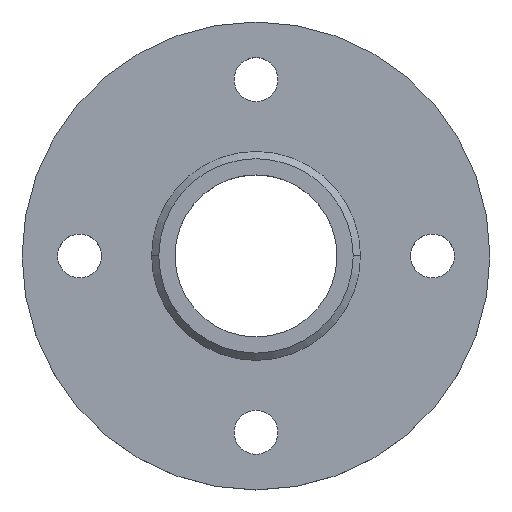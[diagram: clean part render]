
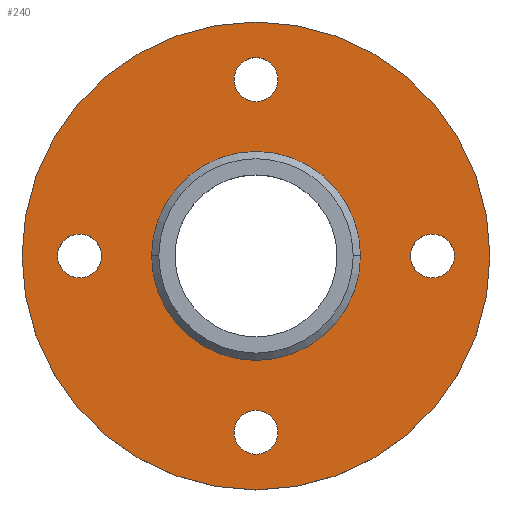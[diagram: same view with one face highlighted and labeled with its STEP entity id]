
A CAD part, top view. The second image highlights one B-rep face of the part: STEP entity #240.
In plain terms, the highlighted planar face has unit normal (0, 0, 1).
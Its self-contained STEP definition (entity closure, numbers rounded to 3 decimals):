
#1 = DIRECTION ( 'NONE',  ( 1., 0., 0. ) ) ;
#3 = DIRECTION ( 'NONE',  ( 1., 0., 0. ) ) ;
#12 = VERTEX_POINT ( 'NONE', #466 ) ;
#14 = EDGE_LOOP ( 'NONE', ( #537, #523 ) ) ;
#16 = CARTESIAN_POINT ( 'NONE',  ( 6.1, 49., 10. ) ) ;
#17 = DIRECTION ( 'NONE',  ( 1., 0., 0. ) ) ;
#18 = CIRCLE ( 'NONE', #308, 6.1 ) ;
#28 = CIRCLE ( 'NONE', #471, 65. ) ;
#30 = DIRECTION ( 'NONE',  ( 1., 0., 0. ) ) ;
#35 = AXIS2_PLACEMENT_3D ( 'NONE', #296, #452, #141 ) ;
#37 = VERTEX_POINT ( 'NONE', #526 ) ;
#44 = VERTEX_POINT ( 'NONE', #617 ) ;
#66 = AXIS2_PLACEMENT_3D ( 'NONE', #225, #337, #17 ) ;
#68 = CIRCLE ( 'NONE', #583, 6.1 ) ;
#69 = CARTESIAN_POINT ( 'NONE',  ( 0., -49., 10. ) ) ;
#70 = ORIENTED_EDGE ( 'NONE', *, *, #179, .F. ) ;
#83 = CARTESIAN_POINT ( 'NONE',  ( 0., 0., 10. ) ) ;
#84 = AXIS2_PLACEMENT_3D ( 'NONE', #407, #258, #493 ) ;
#87 = CARTESIAN_POINT ( 'NONE',  ( -49., 0., 10. ) ) ;
#93 = DIRECTION ( 'NONE',  ( 1., 0., 0. ) ) ;
#95 = CIRCLE ( 'NONE', #66, 29. ) ;
#103 = DIRECTION ( 'NONE',  ( 0., 0., 1. ) ) ;
#107 = FACE_BOUND ( 'NONE', #247, .T. ) ;
#108 = CARTESIAN_POINT ( 'NONE',  ( 42.9, 0., 10. ) ) ;
#131 = EDGE_CURVE ( 'NONE', #214, #44, #68, .T. ) ;
#132 = ORIENTED_EDGE ( 'NONE', *, *, #389, .F. ) ;
#140 = DIRECTION ( 'NONE',  ( 0., 0., 1. ) ) ;
#141 = DIRECTION ( 'NONE',  ( 1., 0., 0. ) ) ;
#172 = DIRECTION ( 'NONE',  ( 0., 0., 1. ) ) ;
#179 = EDGE_CURVE ( 'NONE', #44, #214, #416, .T. ) ;
#186 = CARTESIAN_POINT ( 'NONE',  ( 65., 0., 10. ) ) ;
#189 = CARTESIAN_POINT ( 'NONE',  ( 0., -49., 10. ) ) ;
#190 = EDGE_CURVE ( 'NONE', #273, #37, #285, .T. ) ;
#195 = ORIENTED_EDGE ( 'NONE', *, *, #131, .F. ) ;
#205 = VERTEX_POINT ( 'NONE', #186 ) ;
#209 = CIRCLE ( 'NONE', #606, 6.1 ) ;
#214 = VERTEX_POINT ( 'NONE', #450 ) ;
#219 = DIRECTION ( 'NONE',  ( 0., 0., 1. ) ) ;
#221 = CARTESIAN_POINT ( 'NONE',  ( -6.1, 49., 10. ) ) ;
#223 = CARTESIAN_POINT ( 'NONE',  ( 0., 49., 10. ) ) ;
#225 = CARTESIAN_POINT ( 'NONE',  ( 0., 0., 10. ) ) ;
#226 = EDGE_CURVE ( 'NONE', #525, #444, #621, .T. ) ;
#238 = CARTESIAN_POINT ( 'NONE',  ( -49., 0., 10. ) ) ;
#240 = ADVANCED_FACE ( 'NONE', ( #345, #107, #572, #383, #366, #585 ), #565, .T. ) ;
#243 = EDGE_CURVE ( 'NONE', #205, #332, #28, .T. ) ;
#247 = EDGE_LOOP ( 'NONE', ( #132, #330 ) ) ;
#248 = DIRECTION ( 'NONE',  ( 0., 0., 1. ) ) ;
#250 = CARTESIAN_POINT ( 'NONE',  ( 49., 0., 10. ) ) ;
#252 = EDGE_CURVE ( 'NONE', #509, #512, #473, .T. ) ;
#258 = DIRECTION ( 'NONE',  ( 0., 0., 1. ) ) ;
#263 = EDGE_CURVE ( 'NONE', #623, #12, #529, .T. ) ;
#267 = CARTESIAN_POINT ( 'NONE',  ( 0., 0., 10. ) ) ;
#273 = VERTEX_POINT ( 'NONE', #346 ) ;
#285 = CIRCLE ( 'NONE', #336, 6.1 ) ;
#296 = CARTESIAN_POINT ( 'NONE',  ( 0., 0., 10. ) ) ;
#298 = DIRECTION ( 'NONE',  ( 0., 0., 1. ) ) ;
#300 = DIRECTION ( 'NONE',  ( 1., 0., 0. ) ) ;
#308 = AXIS2_PLACEMENT_3D ( 'NONE', #69, #172, #595 ) ;
#314 = ORIENTED_EDGE ( 'NONE', *, *, #588, .F. ) ;
#329 = EDGE_LOOP ( 'NONE', ( #468, #498 ) ) ;
#330 = ORIENTED_EDGE ( 'NONE', *, *, #226, .F. ) ;
#332 = VERTEX_POINT ( 'NONE', #362 ) ;
#336 = AXIS2_PLACEMENT_3D ( 'NONE', #189, #298, #627 ) ;
#337 = DIRECTION ( 'NONE',  ( 0., 0., 1. ) ) ;
#345 = FACE_BOUND ( 'NONE', #434, .T. ) ;
#346 = CARTESIAN_POINT ( 'NONE',  ( 6.1, -49., 10. ) ) ;
#353 = ORIENTED_EDGE ( 'NONE', *, *, #410, .T. ) ;
#357 = AXIS2_PLACEMENT_3D ( 'NONE', #539, #103, #634 ) ;
#362 = CARTESIAN_POINT ( 'NONE',  ( -65., 0., 10. ) ) ;
#366 = FACE_BOUND ( 'NONE', #14, .T. ) ;
#368 = AXIS2_PLACEMENT_3D ( 'NONE', #250, #140, #93 ) ;
#373 = CARTESIAN_POINT ( 'NONE',  ( 49., 0., 10. ) ) ;
#383 = FACE_BOUND ( 'NONE', #476, .T. ) ;
#389 = EDGE_CURVE ( 'NONE', #444, #525, #209, .T. ) ;
#400 = DIRECTION ( 'NONE',  ( 0., 0., 1. ) ) ;
#402 = ORIENTED_EDGE ( 'NONE', *, *, #252, .F. ) ;
#407 = CARTESIAN_POINT ( 'NONE',  ( 0., 49., 10. ) ) ;
#410 = EDGE_CURVE ( 'NONE', #332, #205, #472, .T. ) ;
#416 = CIRCLE ( 'NONE', #447, 6.1 ) ;
#432 = CARTESIAN_POINT ( 'NONE',  ( -29., 0., 10. ) ) ;
#434 = EDGE_LOOP ( 'NONE', ( #195, #70 ) ) ;
#444 = VERTEX_POINT ( 'NONE', #108 ) ;
#447 = AXIS2_PLACEMENT_3D ( 'NONE', #87, #248, #30 ) ;
#450 = CARTESIAN_POINT ( 'NONE',  ( -55.1, 0., 10. ) ) ;
#452 = DIRECTION ( 'NONE',  ( 0., 0., 1. ) ) ;
#465 = DIRECTION ( 'NONE',  ( 0., 0., 1. ) ) ;
#466 = CARTESIAN_POINT ( 'NONE',  ( 29., 0., 10. ) ) ;
#468 = ORIENTED_EDGE ( 'NONE', *, *, #263, .F. ) ;
#471 = AXIS2_PLACEMENT_3D ( 'NONE', #83, #400, #300 ) ;
#472 = CIRCLE ( 'NONE', #542, 65. ) ;
#473 = CIRCLE ( 'NONE', #84, 6.1 ) ;
#474 = DIRECTION ( 'NONE',  ( 0., 0., 1. ) ) ;
#476 = EDGE_LOOP ( 'NONE', ( #314, #402 ) ) ;
#493 = DIRECTION ( 'NONE',  ( 1., 0., 0. ) ) ;
#498 = ORIENTED_EDGE ( 'NONE', *, *, #602, .F. ) ;
#509 = VERTEX_POINT ( 'NONE', #16 ) ;
#512 = VERTEX_POINT ( 'NONE', #221 ) ;
#523 = ORIENTED_EDGE ( 'NONE', *, *, #190, .F. ) ;
#525 = VERTEX_POINT ( 'NONE', #587 ) ;
#526 = CARTESIAN_POINT ( 'NONE',  ( -6.1, -49., 10. ) ) ;
#529 = CIRCLE ( 'NONE', #357, 29. ) ;
#537 = ORIENTED_EDGE ( 'NONE', *, *, #574, .F. ) ;
#539 = CARTESIAN_POINT ( 'NONE',  ( 0., 0., 10. ) ) ;
#542 = AXIS2_PLACEMENT_3D ( 'NONE', #267, #219, #1 ) ;
#551 = DIRECTION ( 'NONE',  ( 1., 0., 0. ) ) ;
#561 = DIRECTION ( 'NONE',  ( 0., 0., 1. ) ) ;
#565 = PLANE ( 'NONE',  #35 ) ;
#572 = FACE_OUTER_BOUND ( 'NONE', #638, .T. ) ;
#574 = EDGE_CURVE ( 'NONE', #37, #273, #18, .T. ) ;
#583 = AXIS2_PLACEMENT_3D ( 'NONE', #238, #561, #615 ) ;
#585 = FACE_BOUND ( 'NONE', #329, .T. ) ;
#587 = CARTESIAN_POINT ( 'NONE',  ( 55.1, 0., 10. ) ) ;
#588 = EDGE_CURVE ( 'NONE', #512, #509, #610, .T. ) ;
#595 = DIRECTION ( 'NONE',  ( 1., 0., 0. ) ) ;
#598 = AXIS2_PLACEMENT_3D ( 'NONE', #223, #474, #551 ) ;
#602 = EDGE_CURVE ( 'NONE', #12, #623, #95, .T. ) ;
#606 = AXIS2_PLACEMENT_3D ( 'NONE', #373, #465, #3 ) ;
#610 = CIRCLE ( 'NONE', #598, 6.1 ) ;
#615 = DIRECTION ( 'NONE',  ( 1., 0., 0. ) ) ;
#617 = CARTESIAN_POINT ( 'NONE',  ( -42.9, 0., 10. ) ) ;
#621 = CIRCLE ( 'NONE', #368, 6.1 ) ;
#623 = VERTEX_POINT ( 'NONE', #432 ) ;
#624 = ORIENTED_EDGE ( 'NONE', *, *, #243, .T. ) ;
#627 = DIRECTION ( 'NONE',  ( 1., 0., 0. ) ) ;
#634 = DIRECTION ( 'NONE',  ( 1., 0., 0. ) ) ;
#638 = EDGE_LOOP ( 'NONE', ( #353, #624 ) ) ;
